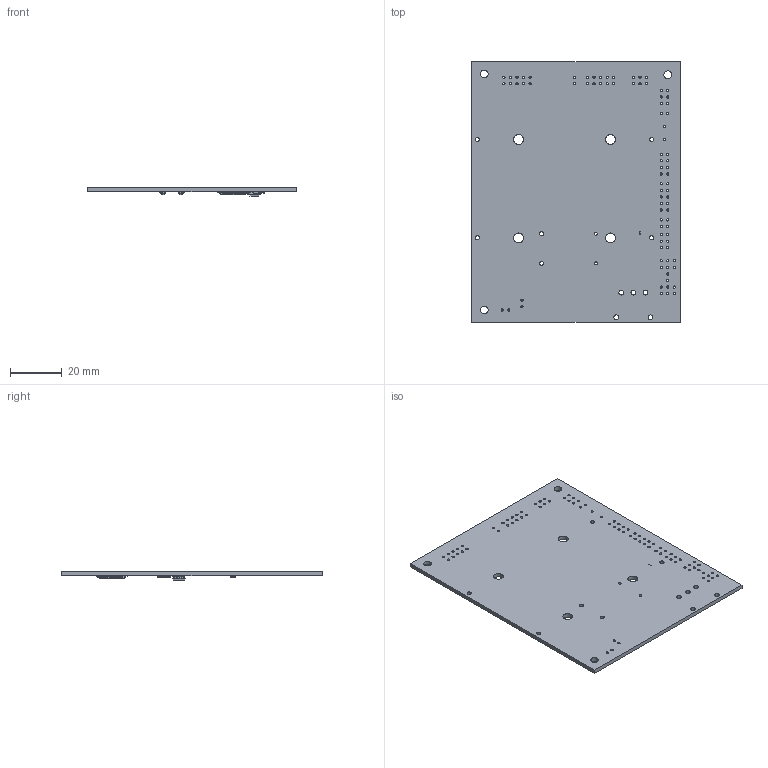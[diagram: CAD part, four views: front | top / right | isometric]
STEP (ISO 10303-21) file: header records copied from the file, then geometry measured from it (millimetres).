
FILE_DESCRIPTION(('KiCad electronic assembly'),'2;1');
FILE_NAME('DATALOGGER02.step','2025-01-03T15:55:40',('Pcbnew'),('Kicad') ,'Open CASCADE STEP processor 7.6','KiCad to STEP converter','Unknown' );
FILE_SCHEMA(('AUTOMOTIVE_DESIGN { 1 0 10303 214 1 1 1 1 }'));
Length unit declared in the file: millimetre
Products named in the file (12): DATALOGGER02 1; WSON-8-1EP_2x2mm_P0.5mm_EP0.9x1.6mm; WSON_8_1EP_2x2mm_P05mm_EP09x16mm; TQFP-44_10x10mm_P0.8mm; TQFP_44_10x10mm_P08mm; SOT-23; SOT_23; R_0805_2012Metric; SOIC-8_3.9x4.9mm_P1.27mm; SOIC_8_39x49mm_P127mm; kibot_cr9_rcgs_PCB
Assembly tree (16 placements, depth 3):
  DATALOGGER02 1
    WSON-8-1EP_2x2mm_P0.5mm_EP0.9x1.6mm
      WSON_8_1EP_2x2mm_P05mm_EP09x16mm
    TQFP-44_10x10mm_P0.8mm
      TQFP_44_10x10mm_P08mm
    SOT-23  x2
      SOT_23
    R_0805_2012Metric  x5
      R_0805_2012Metric
    SOIC-8_3.9x4.9mm_P1.27mm
      SOIC_8_39x49mm_P127mm
    kibot_cr9_rcgs_PCB
Bounding box: 80.77 x 101.09 x 3.4 mm (x, y, z)
Volume: 12977.3 mm3; surface area: 17684.6 mm2
Topology: 11 solids, 11 shells, 1316 faces, 3502 edges, 2212 vertices
Faces by surface type: plane 773, cylinder 381, bspline 162
Full cylindrical faces by diameter (mm): 0.25 x3, 0.5 x1, 0.6 x1, 0.8 x2, 0.889 x80, 0.9 x2, 1.1 x2, 1.6 x6, 1.85 x5, 3 x3, 3.8 x4
Entity records: 45163 total; most frequent: CARTESIAN_POINT 9089, ORIENTED_EDGE 6100, DIRECTION 5640, EDGE_CURVE 3050, LINE 2256, VECTOR 2256, VERTEX_POINT 1930, AXIS2_PLACEMENT_3D 1692
